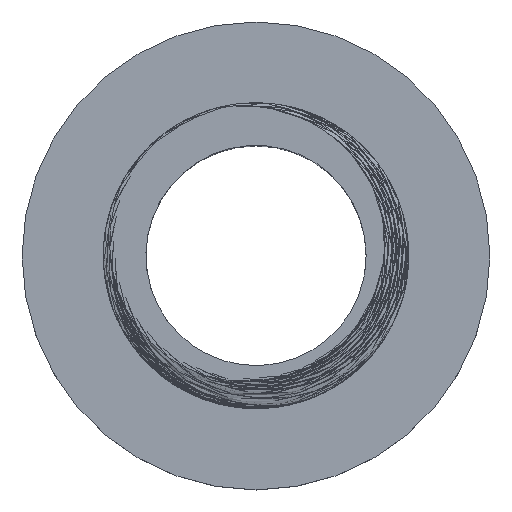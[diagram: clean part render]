
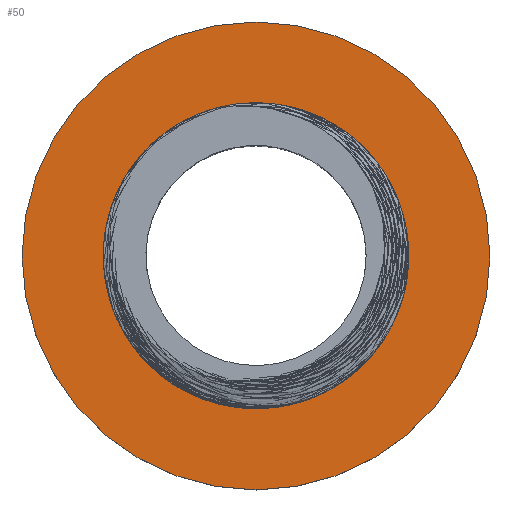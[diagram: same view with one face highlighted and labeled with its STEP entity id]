
A CAD part, top view. The second image highlights one B-rep face of the part: STEP entity #50.
In plain terms, the highlighted planar face has unit normal (0, 0, 1).
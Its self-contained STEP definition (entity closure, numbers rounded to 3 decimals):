
#22 = VERTEX_POINT('',#23);
#23 = CARTESIAN_POINT('',(8.5,0.,0.));
#39 = EDGE_CURVE('',#22,#22,#40,.T.);
#40 = CIRCLE('',#41,8.5);
#41 = AXIS2_PLACEMENT_3D('',#42,#43,#44);
#42 = CARTESIAN_POINT('',(0.,0.,
    0.));
#43 = DIRECTION('',(0.,0.,-1.));
#44 = DIRECTION('',(1.,0.,0.));
#50 = ADVANCED_FACE('',(#51,#54),#130,.T.);
#51 = FACE_BOUND('',#52,.T.);
#52 = EDGE_LOOP('',(#53));
#53 = ORIENTED_EDGE('',*,*,#39,.F.);
#54 = FACE_BOUND('',#55,.T.);
#55 = EDGE_LOOP('',(#56));
#56 = ORIENTED_EDGE('',*,*,#57,.F.);
#57 = EDGE_CURVE('',#58,#58,#60,.T.);
#58 = VERTEX_POINT('',#59);
#59 = CARTESIAN_POINT('',(4.575,0.441,
    0.));
#60 = B_SPLINE_CURVE_WITH_KNOTS('',3,(#61,#62,#63,#64,#65,#66,#67,#68,
    #69,#70,#71,#72,#73,#74,#75,#76,#77,#78,#79,#80,#81,#82,#83,#84,#85,
    #86,#87,#88,#89,#90,#91,#92,#93,#94,#95,#96,#97,#98,#99,#100,#101,
    #102,#103,#104,#105,#106,#107,#108,#109,#110,#111,#112,#113,#114,
    #115,#116,#117,#118,#119,#120,#121,#122,#123,#124,#125,#126,#127,
    #128,#129),.UNSPECIFIED.,.T.,.F.,(1,1,2,1,1,1,1,1,1,1,1,1,1,1,1,1,1,
    1,1,1,1,1,1,1,1,1,1,1,1,1,1,1,1,1,1,1,1,1,1,1,1,1,1,1,1,1,1,1,1,1,1,
    1,1,1,1,1,1,1,1,1,1,1,1,1,1,1,1,1,2,1,1),(-0.611,
    -0.162,0.,0.441,0.879,1.314,
    1.747,2.179,2.61,3.04,
    3.47,3.9,4.331,4.761,
    5.193,5.626,6.061,6.498,
    6.938,7.384,7.834,8.288,
    8.747,9.21,9.677,10.149,
    10.626,11.107,11.592,12.082,
    12.576,13.074,13.577,14.085,
    14.597,15.113,15.634,16.159,
    16.688,17.221,17.754,18.287,
    18.82,19.353,19.886,20.419,
    20.952,21.485,22.017,22.545,
    23.069,23.588,24.103,24.613,
    25.119,25.62,26.117,26.61,
    27.098,27.581,28.061,28.535,
    29.006,29.472,29.933,30.39,
    30.843,31.291,31.454,31.895,
    32.333),.UNSPECIFIED.);
#61 = CARTESIAN_POINT('',(4.585,0.388,
    0.));
#62 = CARTESIAN_POINT('',(4.546,0.585,0.));
#63 = CARTESIAN_POINT('',(4.481,0.871,
    0.));
#64 = CARTESIAN_POINT('',(4.352,1.29,
    0.));
#65 = CARTESIAN_POINT('',(4.19,1.695,0.));
#66 = CARTESIAN_POINT('',(3.995,2.083,
    0.));
#67 = CARTESIAN_POINT('',(3.767,2.45,
    0.));
#68 = CARTESIAN_POINT('',(3.509,2.796,
    0.));
#69 = CARTESIAN_POINT('',(3.221,3.117,0.));
#70 = CARTESIAN_POINT('',(2.906,3.41,
    0.));
#71 = CARTESIAN_POINT('',(2.565,3.674,0.));
#72 = CARTESIAN_POINT('',(2.203,3.907,
    0.));
#73 = CARTESIAN_POINT('',(1.82,4.107,0.));
#74 = CARTESIAN_POINT('',(1.421,4.273,0.));
#75 = CARTESIAN_POINT('',(1.007,4.403,0.));
#76 = CARTESIAN_POINT('',(0.582,4.498,0.));
#77 = CARTESIAN_POINT('',(0.149,4.557,
    0.));
#78 = CARTESIAN_POINT('',(-0.292,4.584,
    0.));
#79 = CARTESIAN_POINT('',(-0.738,4.583,0.));
#80 = CARTESIAN_POINT('',(-1.186,4.535,0.));
#81 = CARTESIAN_POINT('',(-1.632,4.444,0.));
#82 = CARTESIAN_POINT('',(-2.071,4.308,0.));
#83 = CARTESIAN_POINT('',(-2.499,4.129,
    0.));
#84 = CARTESIAN_POINT('',(-2.911,3.908,
    0.));
#85 = CARTESIAN_POINT('',(-3.304,3.645,
    0.));
#86 = CARTESIAN_POINT('',(-3.673,3.342,
    0.));
#87 = CARTESIAN_POINT('',(-4.014,3.002,
    0.));
#88 = CARTESIAN_POINT('',(-4.323,2.627,
    0.));
#89 = CARTESIAN_POINT('',(-4.597,2.22,0.));
#90 = CARTESIAN_POINT('',(-4.832,1.785,
    0.));
#91 = CARTESIAN_POINT('',(-5.026,1.324,0.));
#92 = CARTESIAN_POINT('',(-5.176,0.843,0.));
#93 = CARTESIAN_POINT('',(-5.279,0.346,0.));
#94 = CARTESIAN_POINT('',(-5.334,-0.164,0.));
#95 = CARTESIAN_POINT('',(-5.34,-0.681,
    0.));
#96 = CARTESIAN_POINT('',(-5.295,-1.201,0.));
#97 = CARTESIAN_POINT('',(-5.199,-1.718,
    0.));
#98 = CARTESIAN_POINT('',(-5.054,-2.227,
    0.));
#99 = CARTESIAN_POINT('',(-4.853,-2.722,0.));
#100 = CARTESIAN_POINT('',(-4.56,-3.17,
    0.));
#101 = CARTESIAN_POINT('',(-4.237,-3.594,0.));
#102 = CARTESIAN_POINT('',(-3.872,-3.984,
    0.));
#103 = CARTESIAN_POINT('',(-3.472,-4.337,
    0.));
#104 = CARTESIAN_POINT('',(-3.04,-4.65,
    0.));
#105 = CARTESIAN_POINT('',(-2.579,-4.921,
    0.));
#106 = CARTESIAN_POINT('',(-2.095,-5.143,
    0.));
#107 = CARTESIAN_POINT('',(-1.593,-5.33,
    0.));
#108 = CARTESIAN_POINT('',(-1.064,-5.398,
    0.));
#109 = CARTESIAN_POINT('',(-0.537,-5.433,
    0.));
#110 = CARTESIAN_POINT('',(-0.012,-5.412,
    0.));
#111 = CARTESIAN_POINT('',(0.503,-5.343,
    0.));
#112 = CARTESIAN_POINT('',(1.004,-5.224,
    0.));
#113 = CARTESIAN_POINT('',(1.488,-5.059,
    0.));
#114 = CARTESIAN_POINT('',(1.949,-4.85,
    0.));
#115 = CARTESIAN_POINT('',(2.385,-4.599,
    0.));
#116 = CARTESIAN_POINT('',(2.79,-4.31,0.));
#117 = CARTESIAN_POINT('',(3.162,-3.986,0.));
#118 = CARTESIAN_POINT('',(3.498,-3.631,0.));
#119 = CARTESIAN_POINT('',(3.795,-3.248,0.));
#120 = CARTESIAN_POINT('',(4.051,-2.843,0.));
#121 = CARTESIAN_POINT('',(4.265,-2.418,
    0.));
#122 = CARTESIAN_POINT('',(4.435,-1.978,0.));
#123 = CARTESIAN_POINT('',(4.56,-1.529,
    0.));
#124 = CARTESIAN_POINT('',(4.641,-1.074,
    0.));
#125 = CARTESIAN_POINT('',(4.677,-0.617,
    0.));
#126 = CARTESIAN_POINT('',(4.666,-0.164,
    0.));
#127 = CARTESIAN_POINT('',(4.632,0.19,
    0.));
#128 = CARTESIAN_POINT('',(4.585,0.388,
    0.));
#129 = CARTESIAN_POINT('',(4.546,0.585,0.));
#130 = PLANE('',#131);
#131 = AXIS2_PLACEMENT_3D('',#132,#133,#134);
#132 = CARTESIAN_POINT('',(0.,0.,
    0.));
#133 = DIRECTION('',(0.,0.,1.));
#134 = DIRECTION('',(0.,1.,0.));
